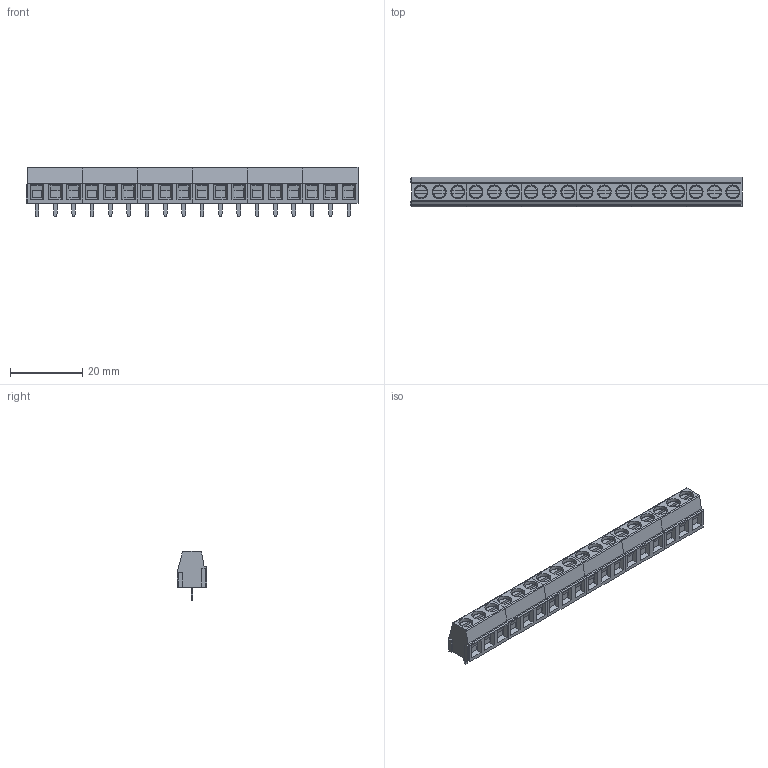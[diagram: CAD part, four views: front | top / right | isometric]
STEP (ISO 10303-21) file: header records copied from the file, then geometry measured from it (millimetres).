
FILE_DESCRIPTION(('FreeCAD Model'),'2;1');
FILE_NAME('Open CASCADE Shape Model','2024-11-08T13:37:12',(''),(''), 'Open CASCADE STEP processor 7.6','FreeCAD','Unknown');
FILE_SCHEMA(('AUTOMOTIVE_DESIGN { 1 0 10303 214 1 1 1 1 }'));
Length unit declared in the file: millimetre
Products named in the file (1): CUI_DEVICES_TB006-508-18BE
Bounding box: 91.94 x 8.2 x 13.8 mm (x, y, z)
Volume: 6207.2 mm3; surface area: 4688.6 mm2
Topology: 1 solids, 19 shells, 966 faces, 2294 edges, 1438 vertices
Faces by surface type: plane 642, bspline 144, cylinder 108, cone 72
Entity records: 42892 total; most frequent: CARTESIAN_POINT 14737, ORIENTED_EDGE 4588, DIRECTION 4087, EDGE_CURVE 2294, LINE 1535, VECTOR 1535, VERTEX_POINT 1438, AXIS2_PLACEMENT_3D 1276
